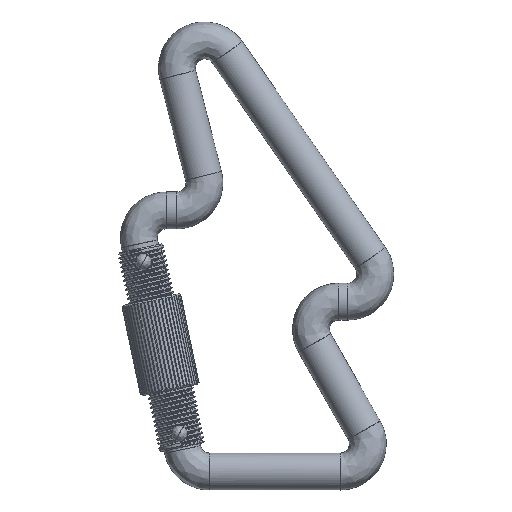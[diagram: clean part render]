
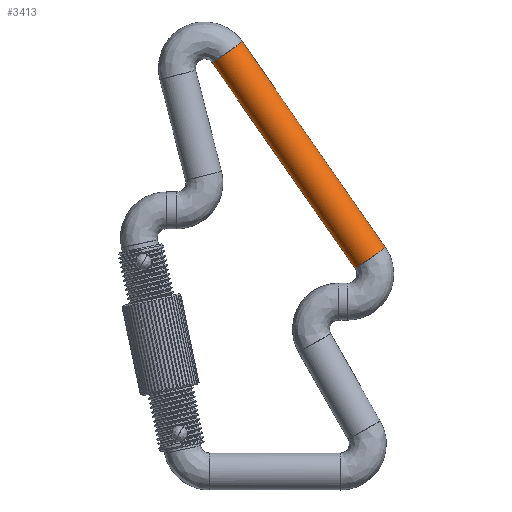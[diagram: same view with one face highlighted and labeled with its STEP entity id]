
A CAD part, front view. The second image highlights one B-rep face of the part: STEP entity #3413.
In plain terms, the highlighted free-form (B-spline) face has degree [2, 1] with [5, 2] control points.
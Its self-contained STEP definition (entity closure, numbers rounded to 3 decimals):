
#3413 = ADVANCED_FACE('',(#3414),#3450,.T.);
#3414 = FACE_BOUND('',#3415,.T.);
#3415 = EDGE_LOOP('',(#3416,#3428,#3435,#3445));
#3416 = ORIENTED_EDGE('',*,*,#3417,.F.);
#3417 = EDGE_CURVE('',#3418,#3420,#3422,.T.);
#3418 = VERTEX_POINT('',#3419);
#3419 = CARTESIAN_POINT('',(-2.317,0.,
    41.058));
#3420 = VERTEX_POINT('',#3421);
#3421 = CARTESIAN_POINT('',(-7.969,0.,
    37.132));
#3422 = ( BOUNDED_CURVE() B_SPLINE_CURVE(2,(#3423,#3424,#3425,#3426,
#3427),.UNSPECIFIED.,.F.,.F.) B_SPLINE_CURVE_WITH_KNOTS((3,2,3),(
    0.,1.571,3.142),
.PIECEWISE_BEZIER_KNOTS.) CURVE() GEOMETRIC_REPRESENTATION_ITEM() 
RATIONAL_B_SPLINE_CURVE((1.,0.707,1.,0.707,1.)) 
REPRESENTATION_ITEM('') );
#3423 = CARTESIAN_POINT('',(-2.317,0.,
    41.058));
#3424 = CARTESIAN_POINT('',(-2.317,-3.441,
    41.058));
#3425 = CARTESIAN_POINT('',(-5.143,-3.441,
    39.095));
#3426 = CARTESIAN_POINT('',(-7.969,-3.441,
    37.132));
#3427 = CARTESIAN_POINT('',(-7.969,0.,
    37.132));
#3428 = ORIENTED_EDGE('',*,*,#3429,.F.);
#3429 = EDGE_CURVE('',#3430,#3418,#3432,.T.);
#3430 = VERTEX_POINT('',#3431);
#3431 = CARTESIAN_POINT('',(24.352,0.,
    2.664));
#3432 = B_SPLINE_CURVE_WITH_KNOTS('',1,(#3433,#3434),.UNSPECIFIED.,.F.,
  .F.,(2,2),(0.,54.344),.PIECEWISE_BEZIER_KNOTS.);
#3433 = CARTESIAN_POINT('',(24.352,0.,2.664));
#3434 = CARTESIAN_POINT('',(-2.317,0.,41.058));
#3435 = ORIENTED_EDGE('',*,*,#3436,.F.);
#3436 = EDGE_CURVE('',#3437,#3430,#3439,.T.);
#3437 = VERTEX_POINT('',#3438);
#3438 = CARTESIAN_POINT('',(18.7,0.,
    -1.262));
#3439 = ( BOUNDED_CURVE() B_SPLINE_CURVE(2,(#3440,#3441,#3442,#3443,
#3444),.UNSPECIFIED.,.F.,.F.) B_SPLINE_CURVE_WITH_KNOTS((3,2,3),(0.,
1.571,3.142),.PIECEWISE_BEZIER_KNOTS.) CURVE() 
GEOMETRIC_REPRESENTATION_ITEM() RATIONAL_B_SPLINE_CURVE((1.,
0.707,1.,0.707,1.)) REPRESENTATION_ITEM('') );
#3440 = CARTESIAN_POINT('',(18.7,0.,
    -1.262));
#3441 = CARTESIAN_POINT('',(18.7,-3.441,
    -1.262));
#3442 = CARTESIAN_POINT('',(21.526,-3.441,
    0.701));
#3443 = CARTESIAN_POINT('',(24.352,-3.441,
    2.664));
#3444 = CARTESIAN_POINT('',(24.352,0.,
    2.664));
#3445 = ORIENTED_EDGE('',*,*,#3446,.F.);
#3446 = EDGE_CURVE('',#3420,#3437,#3447,.T.);
#3447 = B_SPLINE_CURVE_WITH_KNOTS('',1,(#3448,#3449),.UNSPECIFIED.,.F.,
  .F.,(2,2),(0.,54.344),.PIECEWISE_BEZIER_KNOTS.);
#3448 = CARTESIAN_POINT('',(-7.969,0.,37.132));
#3449 = CARTESIAN_POINT('',(18.7,0.,-1.262));
#3450 = ( BOUNDED_SURFACE() B_SPLINE_SURFACE(2,1,(
    (#3451,#3452)
    ,(#3453,#3454)
    ,(#3455,#3456)
    ,(#3457,#3458)
    ,(#3459,#3460
)),.UNSPECIFIED.,.F.,.F.,.F.) B_SPLINE_SURFACE_WITH_KNOTS((3,2,3),(2,2),
  (0.,1.571,3.142),(0.,54.344),
.PIECEWISE_BEZIER_KNOTS.) GEOMETRIC_REPRESENTATION_ITEM() 
RATIONAL_B_SPLINE_SURFACE((
    (1.,1.)
    ,(0.707,0.707)
    ,(1.,1.)
    ,(0.707,0.707)
,(1.,1.))) REPRESENTATION_ITEM('') SURFACE() );
#3451 = CARTESIAN_POINT('',(24.352,0.,
    2.664));
#3452 = CARTESIAN_POINT('',(-2.317,0.,
    41.058));
#3453 = CARTESIAN_POINT('',(24.352,-3.441,
    2.664));
#3454 = CARTESIAN_POINT('',(-2.317,-3.441,
    41.058));
#3455 = CARTESIAN_POINT('',(21.526,-3.441,
    0.701));
#3456 = CARTESIAN_POINT('',(-5.143,-3.441,
    39.095));
#3457 = CARTESIAN_POINT('',(18.7,-3.441,
    -1.262));
#3458 = CARTESIAN_POINT('',(-7.969,-3.441,
    37.132));
#3459 = CARTESIAN_POINT('',(18.7,0.,
    -1.262));
#3460 = CARTESIAN_POINT('',(-7.969,0.,
    37.132));
